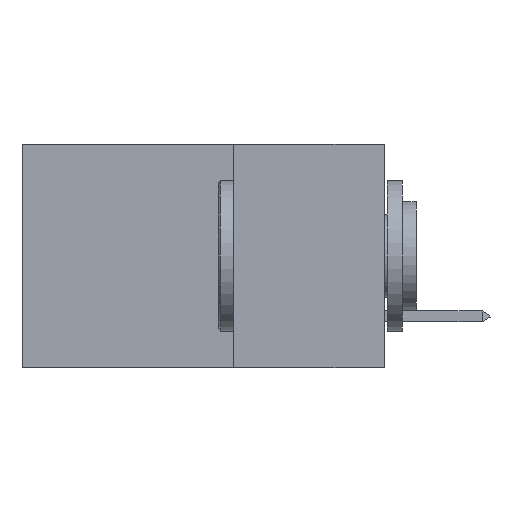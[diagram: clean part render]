
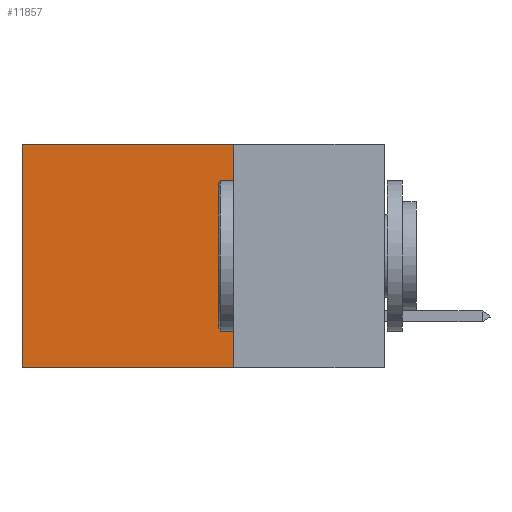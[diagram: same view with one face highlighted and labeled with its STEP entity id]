
A CAD part, left-side view. The second image highlights one B-rep face of the part: STEP entity #11857.
In plain terms, the highlighted planar face has unit normal (-1, 0, 0).
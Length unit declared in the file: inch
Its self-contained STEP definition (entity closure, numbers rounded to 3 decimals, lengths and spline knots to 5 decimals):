
#717 = AXIS2_PLACEMENT_3D ( 'NONE', #3846, #7780, #1959 ) ;
#941 = PLANE ( 'NONE',  #717 ) ;
#1607 = EDGE_CURVE ( 'NONE', #7600, #6567, #4788, .T. ) ;
#1640 = FACE_OUTER_BOUND ( 'NONE', #8729, .T. ) ;
#1959 = DIRECTION ( 'NONE',  ( 0., 0., -1. ) ) ;
#1992 = ORIENTED_EDGE ( 'NONE', *, *, #5699, .T. ) ;
#2552 = VECTOR ( 'NONE', #12341, 39.37008 ) ;
#2697 = EDGE_CURVE ( 'NONE', #7071, #11019, #5263, .T. ) ;
#3456 = LINE ( 'NONE', #3652, #2552 ) ;
#3652 = CARTESIAN_POINT ( 'NONE',  ( 0.2875, 0.6, 0. ) ) ;
#3653 = ORIENTED_EDGE ( 'NONE', *, *, #1607, .F. ) ;
#3846 = CARTESIAN_POINT ( 'NONE',  ( 0.2875, 0.25, 0. ) ) ;
#4011 = CARTESIAN_POINT ( 'NONE',  ( 0.2875, 0.25, -0.37 ) ) ;
#4788 = LINE ( 'NONE', #5140, #6797 ) ;
#4938 = VECTOR ( 'NONE', #11568, 39.37008 ) ;
#4994 = DIRECTION ( 'NONE',  ( 0., 1., 0. ) ) ;
#5081 = EDGE_CURVE ( 'NONE', #7071, #7600, #8925, .T. ) ;
#5140 = CARTESIAN_POINT ( 'NONE',  ( 0.2875, 0.25, -0.37 ) ) ;
#5263 = LINE ( 'NONE', #7523, #10567 ) ;
#5699 = EDGE_CURVE ( 'NONE', #11019, #6567, #3456, .T. ) ;
#6071 = CARTESIAN_POINT ( 'NONE',  ( 0.2875, 0.25, 0. ) ) ;
#6228 = ORIENTED_EDGE ( 'NONE', *, *, #5081, .F. ) ;
#6567 = VERTEX_POINT ( 'NONE', #11525 ) ;
#6797 = VECTOR ( 'NONE', #7136, 39.37008 ) ;
#7071 = VERTEX_POINT ( 'NONE', #6071 ) ;
#7136 = DIRECTION ( 'NONE',  ( 0., 1., 0. ) ) ;
#7523 = CARTESIAN_POINT ( 'NONE',  ( 0.2875, 0.25, 0. ) ) ;
#7600 = VERTEX_POINT ( 'NONE', #4011 ) ;
#7780 = DIRECTION ( 'NONE',  ( 1., 0., 0. ) ) ;
#7890 = ORIENTED_EDGE ( 'NONE', *, *, #2697, .T. ) ;
#8704 = CARTESIAN_POINT ( 'NONE',  ( 0.2875, 0.6, 0. ) ) ;
#8729 = EDGE_LOOP ( 'NONE', ( #1992, #3653, #6228, #7890 ) ) ;
#8925 = LINE ( 'NONE', #12523, #4938 ) ;
#10567 = VECTOR ( 'NONE', #4994, 39.37008 ) ;
#11019 = VERTEX_POINT ( 'NONE', #8704 ) ;
#11525 = CARTESIAN_POINT ( 'NONE',  ( 0.2875, 0.6, -0.37 ) ) ;
#11568 = DIRECTION ( 'NONE',  ( 0., 0., -1. ) ) ;
#11857 = ADVANCED_FACE ( 'NONE', ( #1640 ), #941, .F. ) ;
#12341 = DIRECTION ( 'NONE',  ( 0., 0., -1. ) ) ;
#12523 = CARTESIAN_POINT ( 'NONE',  ( 0.2875, 0.25, 0. ) ) ;
